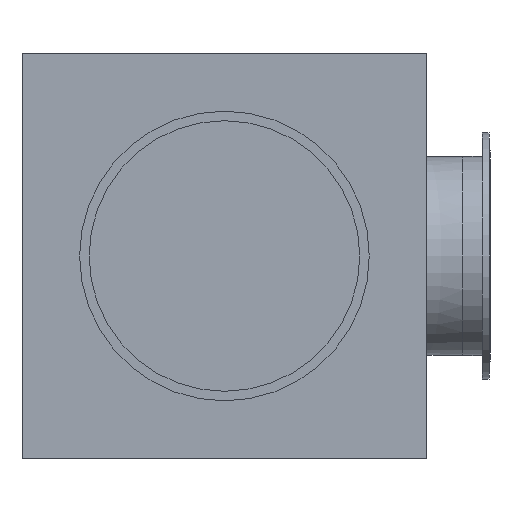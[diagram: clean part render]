
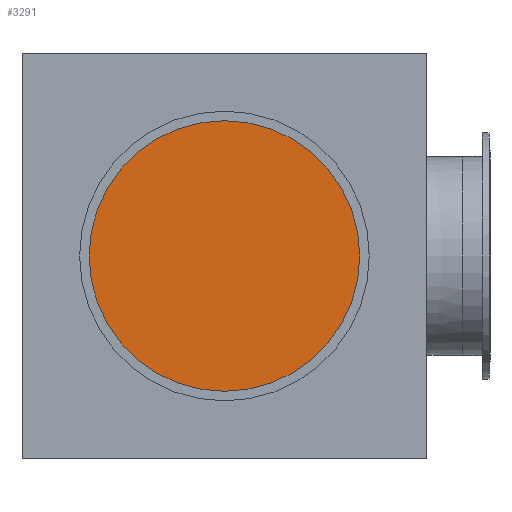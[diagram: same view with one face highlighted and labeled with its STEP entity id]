
A CAD part, front view. The second image highlights one B-rep face of the part: STEP entity #3291.
In plain terms, the highlighted planar face has unit normal (0, -1, 0).
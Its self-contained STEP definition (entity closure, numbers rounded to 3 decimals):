
#321=PLANE('',#3784);
#489=FACE_OUTER_BOUND('',#882,.T.);
#882=EDGE_LOOP('',(#2992));
#1437=CIRCLE('',#3785,568.);
#1722=VERTEX_POINT('',#6344);
#2146=EDGE_CURVE('',#1722,#1722,#1437,.T.);
#2992=ORIENTED_EDGE('',*,*,#2146,.F.);
#3291=ADVANCED_FACE('',(#489),#321,.T.);
#3784=AXIS2_PLACEMENT_3D('',#6343,#4814,#4815);
#3785=AXIS2_PLACEMENT_3D('',#6345,#4816,#4817);
#4814=DIRECTION('center_axis',(0.,-1.,0.));
#4815=DIRECTION('ref_axis',(0.,0.,-1.));
#4816=DIRECTION('center_axis',(0.,1.,0.));
#4817=DIRECTION('ref_axis',(1.,0.,0.));
#6343=CARTESIAN_POINT('Origin',(-568.,-754.219,0.));
#6344=CARTESIAN_POINT('',(568.,-754.219,0.));
#6345=CARTESIAN_POINT('Origin',(0.,-754.219,
0.));
